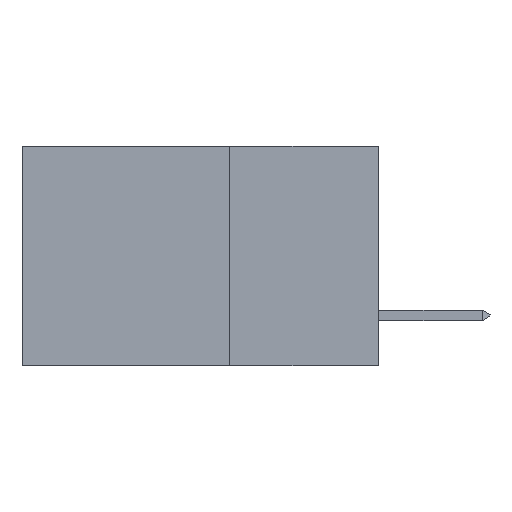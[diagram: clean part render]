
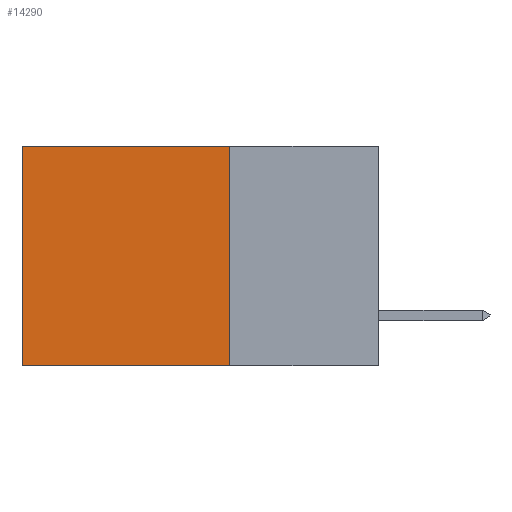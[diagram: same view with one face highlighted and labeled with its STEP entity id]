
A CAD part, left-side view. The second image highlights one B-rep face of the part: STEP entity #14290.
In plain terms, the highlighted planar face has unit normal (-1, 0, 0).
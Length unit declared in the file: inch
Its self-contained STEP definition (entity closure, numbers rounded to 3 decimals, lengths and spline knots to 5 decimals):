
#924 = DIRECTION ( 'NONE',  ( 0., 0., -1. ) ) ;
#995 = CARTESIAN_POINT ( 'NONE',  ( 0.2615, 0.25, 0. ) ) ;
#1254 = ORIENTED_EDGE ( 'NONE', *, *, #3216, .F. ) ;
#1650 = LINE ( 'NONE', #3952, #3146 ) ;
#2680 = FACE_OUTER_BOUND ( 'NONE', #5676, .T. ) ;
#2765 = DIRECTION ( 'NONE',  ( 0., 0., -1. ) ) ;
#3146 = VECTOR ( 'NONE', #11626, 39.37008 ) ;
#3216 = EDGE_CURVE ( 'NONE', #8533, #9765, #9657, .T. ) ;
#3447 = AXIS2_PLACEMENT_3D ( 'NONE', #4974, #4006, #2765 ) ;
#3778 = EDGE_CURVE ( 'NONE', #9981, #8533, #11085, .T. ) ;
#3952 = CARTESIAN_POINT ( 'NONE',  ( 0.2615, 0.6, -0.37 ) ) ;
#4006 = DIRECTION ( 'NONE',  ( 1., 0., 0. ) ) ;
#4974 = CARTESIAN_POINT ( 'NONE',  ( 0.2615, 0.25, -0.37 ) ) ;
#5151 = LINE ( 'NONE', #9592, #14360 ) ;
#5676 = EDGE_LOOP ( 'NONE', ( #9939, #1254, #7984, #6302 ) ) ;
#6159 = EDGE_CURVE ( 'NONE', #9981, #13197, #5151, .T. ) ;
#6302 = ORIENTED_EDGE ( 'NONE', *, *, #6159, .T. ) ;
#6523 = CARTESIAN_POINT ( 'NONE',  ( 0.2615, 0.25, -0.37 ) ) ;
#6998 = CARTESIAN_POINT ( 'NONE',  ( 0.2615, 0.6, 0. ) ) ;
#7984 = ORIENTED_EDGE ( 'NONE', *, *, #3778, .F. ) ;
#8320 = VECTOR ( 'NONE', #924, 39.37008 ) ;
#8429 = CARTESIAN_POINT ( 'NONE',  ( 0.2615, 0.25, -0.37 ) ) ;
#8533 = VERTEX_POINT ( 'NONE', #8429 ) ;
#8727 = CARTESIAN_POINT ( 'NONE',  ( 0.2615, 0.25, -0.37 ) ) ;
#8874 = VECTOR ( 'NONE', #12953, 39.37008 ) ;
#9567 = PLANE ( 'NONE',  #3447 ) ;
#9592 = CARTESIAN_POINT ( 'NONE',  ( 0.2615, 0.25, 0. ) ) ;
#9657 = LINE ( 'NONE', #8727, #8874 ) ;
#9765 = VERTEX_POINT ( 'NONE', #13889 ) ;
#9939 = ORIENTED_EDGE ( 'NONE', *, *, #10854, .T. ) ;
#9981 = VERTEX_POINT ( 'NONE', #995 ) ;
#10854 = EDGE_CURVE ( 'NONE', #13197, #9765, #1650, .T. ) ;
#11085 = LINE ( 'NONE', #6523, #8320 ) ;
#11626 = DIRECTION ( 'NONE',  ( 0., 0., -1. ) ) ;
#12953 = DIRECTION ( 'NONE',  ( 0., 1., 0. ) ) ;
#13197 = VERTEX_POINT ( 'NONE', #6998 ) ;
#13889 = CARTESIAN_POINT ( 'NONE',  ( 0.2615, 0.6, -0.37 ) ) ;
#14044 = DIRECTION ( 'NONE',  ( 0., 1., 0. ) ) ;
#14290 = ADVANCED_FACE ( 'NONE', ( #2680 ), #9567, .F. ) ;
#14360 = VECTOR ( 'NONE', #14044, 39.37008 ) ;
